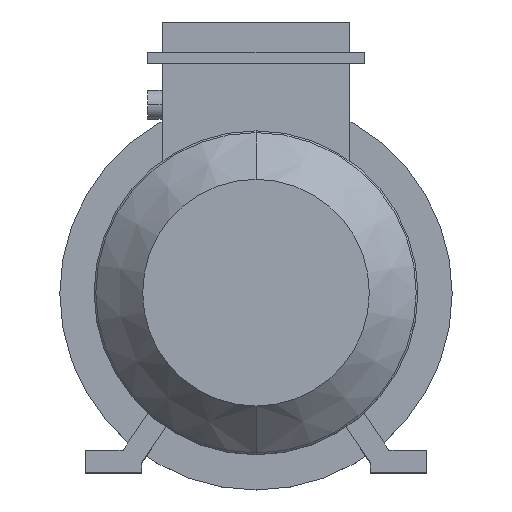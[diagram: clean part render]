
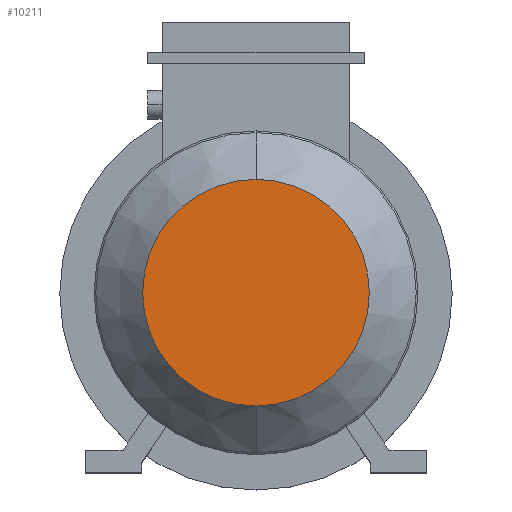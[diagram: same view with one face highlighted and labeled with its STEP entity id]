
A CAD part, top view. The second image highlights one B-rep face of the part: STEP entity #10211.
In plain terms, the highlighted planar face has unit normal (0, 0, 1).
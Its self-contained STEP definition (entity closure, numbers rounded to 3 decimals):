
#599 = PLANE ( 'NONE',  #9047 ) ;
#607 = CARTESIAN_POINT ( 'NONE',  ( 0., 0., 710. ) ) ;
#608 = DIRECTION ( 'NONE',  ( 0., 0., -1. ) ) ;
#609 = DIRECTION ( 'NONE',  ( 0., -1., 0. ) ) ;
#1015 = CARTESIAN_POINT ( 'NONE',  ( 0., 101.062, 710. ) ) ;
#1353 = EDGE_CURVE ( 'NONE', #3689, #7570, #2422, .T. ) ;
#2085 = CIRCLE ( 'NONE', #4967, 101.063 ) ;
#2422 = CIRCLE ( 'NONE', #5024, 101.063 ) ;
#2807 = EDGE_CURVE ( 'NONE', #7570, #3689, #2085, .T. ) ;
#3362 = DIRECTION ( 'NONE',  ( 0., -1., 0. ) ) ;
#3404 = DIRECTION ( 'NONE',  ( 0., 0., -1. ) ) ;
#3433 = CARTESIAN_POINT ( 'NONE',  ( 0., 0., 710. ) ) ;
#3575 = ORIENTED_EDGE ( 'NONE', *, *, #2807, .F. ) ;
#3600 = ORIENTED_EDGE ( 'NONE', *, *, #1353, .F. ) ;
#3689 = VERTEX_POINT ( 'NONE', #6218 ) ;
#4301 = EDGE_LOOP ( 'NONE', ( #3600, #3575 ) ) ;
#4967 = AXIS2_PLACEMENT_3D ( 'NONE', #6672, #6673, #6674 ) ;
#5024 = AXIS2_PLACEMENT_3D ( 'NONE', #3433, #3404, #3362 ) ;
#6218 = CARTESIAN_POINT ( 'NONE',  ( 0., -101.063, 710. ) ) ;
#6672 = CARTESIAN_POINT ( 'NONE',  ( 0., 0., 710. ) ) ;
#6673 = DIRECTION ( 'NONE',  ( 0., 0., -1. ) ) ;
#6674 = DIRECTION ( 'NONE',  ( 0., -1., 0. ) ) ;
#7570 = VERTEX_POINT ( 'NONE', #1015 ) ;
#8033 = FACE_OUTER_BOUND ( 'NONE', #4301, .T. ) ;
#9047 = AXIS2_PLACEMENT_3D ( 'NONE', #607, #608, #609 ) ;
#10211 = ADVANCED_FACE ( 'NONE', ( #8033 ), #599, .F. ) ;
